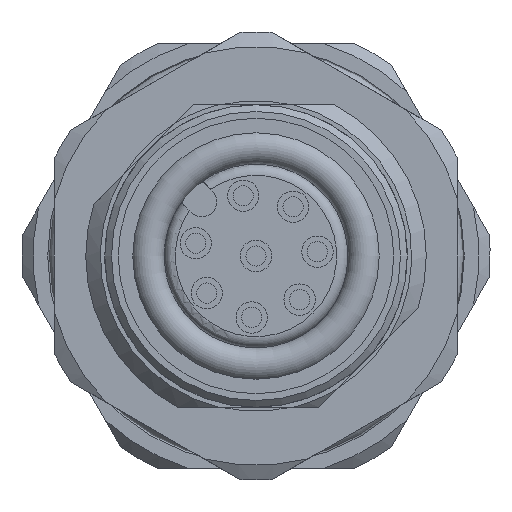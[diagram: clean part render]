
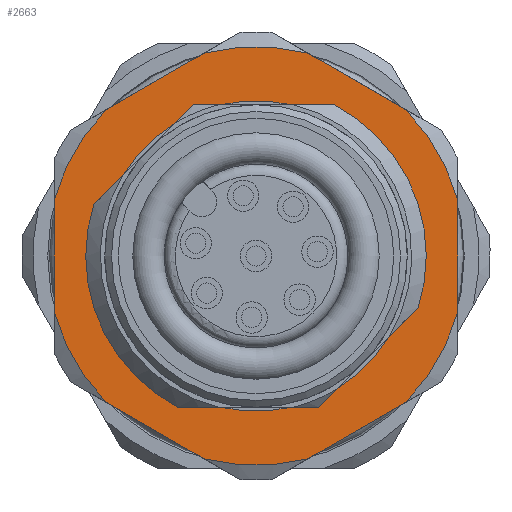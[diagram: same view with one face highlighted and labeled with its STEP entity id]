
A CAD part, left-side view. The second image highlights one B-rep face of the part: STEP entity #2663.
In plain terms, the highlighted planar face has unit normal (-1, 0, 0).
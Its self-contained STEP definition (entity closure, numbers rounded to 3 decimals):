
#127=PLANE('',#3654);
#696=EDGE_LOOP('',(#1664,#1665,#1666,#1667,#1668,#1669,#1670,#1671,#1672,
#1673,#1674,#1675));
#697=EDGE_LOOP('',(#1676,#1677,#1678,#1679,#1680,#1681,#1682,#1683,#1684,
#1685,#1686,#1687,#1688,#1689));
#734=LINE('',#4725,#870);
#742=LINE('',#4742,#878);
#746=LINE('',#4759,#882);
#753=LINE('',#4772,#889);
#757=LINE('',#4790,#893);
#761=LINE('',#4807,#897);
#769=LINE('',#4824,#905);
#772=LINE('',#4838,#908);
#842=LINE('',#5887,#978);
#843=LINE('',#5891,#979);
#844=LINE('',#5895,#980);
#845=LINE('',#5899,#981);
#846=LINE('',#5903,#982);
#847=LINE('',#5907,#983);
#870=VECTOR('',#3724,1.);
#878=VECTOR('',#3732,1.);
#882=VECTOR('',#3738,1.);
#889=VECTOR('',#3745,1.);
#893=VECTOR('',#3751,1.);
#897=VECTOR('',#3755,1.);
#905=VECTOR('',#3765,1.);
#908=VECTOR('',#3768,1.);
#978=VECTOR('',#4564,1.);
#979=VECTOR('',#4567,1.);
#980=VECTOR('',#4570,1.);
#981=VECTOR('',#4573,1.);
#982=VECTOR('',#4576,1.);
#983=VECTOR('',#4579,1.);
#1664=ORIENTED_EDGE('',*,*,#2173,.F.);
#1665=ORIENTED_EDGE('',*,*,#2174,.F.);
#1666=ORIENTED_EDGE('',*,*,#2175,.F.);
#1667=ORIENTED_EDGE('',*,*,#2176,.F.);
#1668=ORIENTED_EDGE('',*,*,#2177,.F.);
#1669=ORIENTED_EDGE('',*,*,#2178,.F.);
#1670=ORIENTED_EDGE('',*,*,#2179,.F.);
#1671=ORIENTED_EDGE('',*,*,#2180,.F.);
#1672=ORIENTED_EDGE('',*,*,#2181,.F.);
#1673=ORIENTED_EDGE('',*,*,#2182,.F.);
#1674=ORIENTED_EDGE('',*,*,#2183,.F.);
#1675=ORIENTED_EDGE('',*,*,#2184,.F.);
#1676=ORIENTED_EDGE('',*,*,#2185,.F.);
#1677=ORIENTED_EDGE('',*,*,#1832,.T.);
#1678=ORIENTED_EDGE('',*,*,#1853,.T.);
#1679=ORIENTED_EDGE('',*,*,#2186,.F.);
#1680=ORIENTED_EDGE('',*,*,#1846,.T.);
#1681=ORIENTED_EDGE('',*,*,#1828,.T.);
#1682=ORIENTED_EDGE('',*,*,#1873,.F.);
#1683=ORIENTED_EDGE('',*,*,#2187,.F.);
#1684=ORIENTED_EDGE('',*,*,#1878,.F.);
#1685=ORIENTED_EDGE('',*,*,#1859,.F.);
#1686=ORIENTED_EDGE('',*,*,#2188,.F.);
#1687=ORIENTED_EDGE('',*,*,#1865,.F.);
#1688=ORIENTED_EDGE('',*,*,#1824,.T.);
#1689=ORIENTED_EDGE('',*,*,#1840,.T.);
#1824=EDGE_CURVE('',#2959,#2960,#2235,.T.);
#1828=EDGE_CURVE('',#2963,#2964,#2237,.T.);
#1832=EDGE_CURVE('',#2967,#2968,#734,.T.);
#1840=EDGE_CURVE('',#2960,#2975,#742,.T.);
#1846=EDGE_CURVE('',#2980,#2963,#746,.T.);
#1853=EDGE_CURVE('',#2968,#2985,#753,.T.);
#1859=EDGE_CURVE('',#2990,#2991,#757,.T.);
#1865=EDGE_CURVE('',#2959,#2996,#761,.T.);
#1873=EDGE_CURVE('',#3003,#2964,#769,.T.);
#1878=EDGE_CURVE('',#2991,#3007,#772,.T.);
#2173=EDGE_CURVE('',#3234,#3235,#2422,.T.);
#2174=EDGE_CURVE('',#3236,#3234,#842,.T.);
#2175=EDGE_CURVE('',#3237,#3236,#2423,.T.);
#2176=EDGE_CURVE('',#3238,#3237,#843,.T.);
#2177=EDGE_CURVE('',#3239,#3238,#2424,.T.);
#2178=EDGE_CURVE('',#3240,#3239,#844,.T.);
#2179=EDGE_CURVE('',#3241,#3240,#2425,.T.);
#2180=EDGE_CURVE('',#3242,#3241,#845,.T.);
#2181=EDGE_CURVE('',#3243,#3242,#2426,.T.);
#2182=EDGE_CURVE('',#3244,#3243,#846,.T.);
#2183=EDGE_CURVE('',#3245,#3244,#2427,.T.);
#2184=EDGE_CURVE('',#3235,#3245,#847,.T.);
#2185=EDGE_CURVE('',#2967,#2975,#2428,.T.);
#2186=EDGE_CURVE('',#2980,#2985,#2429,.T.);
#2187=EDGE_CURVE('',#3007,#3003,#2430,.T.);
#2188=EDGE_CURVE('',#2996,#2990,#2431,.T.);
#2235=CIRCLE('',#3273,7.6);
#2237=CIRCLE('',#3276,7.6);
#2422=CIRCLE('',#3644,9.346);
#2423=CIRCLE('',#3645,9.346);
#2424=CIRCLE('',#3646,9.346);
#2425=CIRCLE('',#3647,9.346);
#2426=CIRCLE('',#3648,9.346);
#2427=CIRCLE('',#3649,9.346);
#2428=CIRCLE('',#3650,6.93);
#2429=CIRCLE('',#3651,6.93);
#2430=CIRCLE('',#3652,6.93);
#2431=CIRCLE('',#3653,6.93);
#2663=ADVANCED_FACE('',(#2951,#2952),#127,.F.);
#2951=FACE_BOUND('',#696,.T.);
#2952=FACE_BOUND('',#697,.T.);
#2959=VERTEX_POINT('',#4708);
#2960=VERTEX_POINT('',#4709);
#2963=VERTEX_POINT('',#4717);
#2964=VERTEX_POINT('',#4718);
#2967=VERTEX_POINT('',#4726);
#2968=VERTEX_POINT('',#4727);
#2975=VERTEX_POINT('',#4741);
#2980=VERTEX_POINT('',#4760);
#2985=VERTEX_POINT('',#4771);
#2990=VERTEX_POINT('',#4789);
#2991=VERTEX_POINT('',#4791);
#2996=VERTEX_POINT('',#4808);
#3003=VERTEX_POINT('',#4823);
#3007=VERTEX_POINT('',#4839);
#3234=VERTEX_POINT('',#5885);
#3235=VERTEX_POINT('',#5886);
#3236=VERTEX_POINT('',#5888);
#3237=VERTEX_POINT('',#5890);
#3238=VERTEX_POINT('',#5892);
#3239=VERTEX_POINT('',#5894);
#3240=VERTEX_POINT('',#5896);
#3241=VERTEX_POINT('',#5898);
#3242=VERTEX_POINT('',#5900);
#3243=VERTEX_POINT('',#5902);
#3244=VERTEX_POINT('',#5904);
#3245=VERTEX_POINT('',#5906);
#3273=AXIS2_PLACEMENT_3D('',#4707,#3708,#3709);
#3276=AXIS2_PLACEMENT_3D('',#4716,#3716,#3717);
#3644=AXIS2_PLACEMENT_3D('',#5884,#4562,#4563);
#3645=AXIS2_PLACEMENT_3D('',#5889,#4565,#4566);
#3646=AXIS2_PLACEMENT_3D('',#5893,#4568,#4569);
#3647=AXIS2_PLACEMENT_3D('',#5897,#4571,#4572);
#3648=AXIS2_PLACEMENT_3D('',#5901,#4574,#4575);
#3649=AXIS2_PLACEMENT_3D('',#5905,#4577,#4578);
#3650=AXIS2_PLACEMENT_3D('',#5908,#4580,#4581);
#3651=AXIS2_PLACEMENT_3D('',#5909,#4582,#4583);
#3652=AXIS2_PLACEMENT_3D('',#5910,#4584,#4585);
#3653=AXIS2_PLACEMENT_3D('',#5911,#4586,#4587);
#3654=AXIS2_PLACEMENT_3D('',#5912,#4588,#4589);
#3708=DIRECTION('',(1.,0.,0.));
#3709=DIRECTION('',(0.,0.,-1.));
#3716=DIRECTION('',(1.,0.,0.));
#3717=DIRECTION('',(0.,0.,-1.));
#3724=DIRECTION('',(0.,-0.707,0.707));
#3732=DIRECTION('',(0.,-0.707,0.707));
#3738=DIRECTION('',(0.,-1.,0.));
#3745=DIRECTION('',(0.,-1.,0.));
#3751=DIRECTION('',(0.,-1.,0.));
#3755=DIRECTION('',(0.,-1.,0.));
#3765=DIRECTION('',(0.,-0.707,0.707));
#3768=DIRECTION('',(0.,-0.707,0.707));
#4562=DIRECTION('',(1.,0.,0.));
#4563=DIRECTION('',(0.,-1.,0.));
#4564=DIRECTION('',(0.,0.,-1.));
#4565=DIRECTION('',(1.,0.,0.));
#4566=DIRECTION('',(0.,-1.,0.));
#4567=DIRECTION('',(0.,-0.866,-0.5));
#4568=DIRECTION('',(1.,0.,0.));
#4569=DIRECTION('',(0.,-1.,0.));
#4570=DIRECTION('',(0.,-0.866,0.5));
#4571=DIRECTION('',(1.,0.,0.));
#4572=DIRECTION('',(0.,-1.,0.));
#4573=DIRECTION('',(0.,0.,1.));
#4574=DIRECTION('',(1.,0.,0.));
#4575=DIRECTION('',(0.,-1.,0.));
#4576=DIRECTION('',(0.,0.866,0.5));
#4577=DIRECTION('',(1.,0.,0.));
#4578=DIRECTION('',(0.,-1.,0.));
#4579=DIRECTION('',(0.,0.866,-0.5));
#4580=DIRECTION('',(-1.,0.,0.));
#4581=DIRECTION('',(0.,0.,-1.));
#4582=DIRECTION('',(-1.,0.,0.));
#4583=DIRECTION('',(0.,0.,-1.));
#4584=DIRECTION('',(-1.,0.,0.));
#4585=DIRECTION('',(0.,0.,-1.));
#4586=DIRECTION('',(-1.,0.,0.));
#4587=DIRECTION('',(0.,0.,-1.));
#4588=DIRECTION('',(1.,0.,0.));
#4589=DIRECTION('',(0.,-1.,0.));
#4707=CARTESIAN_POINT('',(9.5,0.,0.));
#4708=CARTESIAN_POINT('',(9.5,3.492,-6.75));
#4709=CARTESIAN_POINT('',(9.5,7.243,2.303));
#4716=CARTESIAN_POINT('',(9.5,0.,0.));
#4717=CARTESIAN_POINT('',(9.5,-3.492,6.75));
#4718=CARTESIAN_POINT('',(9.5,-7.243,-2.303));
#4725=CARTESIAN_POINT('',(9.5,8.835,0.711));
#4726=CARTESIAN_POINT('',(9.5,3.663,5.883));
#4727=CARTESIAN_POINT('',(9.5,2.796,6.75));
#4741=CARTESIAN_POINT('',(9.5,5.883,3.663));
#4742=CARTESIAN_POINT('',(9.5,8.835,0.711));
#4759=CARTESIAN_POINT('',(9.5,2.796,6.75));
#4760=CARTESIAN_POINT('',(9.5,-1.569,6.75));
#4771=CARTESIAN_POINT('',(9.5,1.569,6.75));
#4772=CARTESIAN_POINT('',(9.5,2.796,6.75));
#4789=CARTESIAN_POINT('',(9.5,-1.569,-6.75));
#4790=CARTESIAN_POINT('',(9.5,5.744,-6.75));
#4791=CARTESIAN_POINT('',(9.5,-2.796,-6.75));
#4807=CARTESIAN_POINT('',(9.5,5.744,-6.75));
#4808=CARTESIAN_POINT('',(9.5,1.569,-6.75));
#4823=CARTESIAN_POINT('',(9.5,-5.883,-3.663));
#4824=CARTESIAN_POINT('',(9.5,-2.796,-6.75));
#4838=CARTESIAN_POINT('',(9.5,-2.796,-6.75));
#4839=CARTESIAN_POINT('',(9.5,-3.663,-5.883));
#5884=CARTESIAN_POINT('',(9.5,0.,0.));
#5885=CARTESIAN_POINT('',(9.5,-9.,-2.521));
#5886=CARTESIAN_POINT('',(9.5,-6.683,-6.534));
#5887=CARTESIAN_POINT('',(9.5,-9.,4.359));
#5888=CARTESIAN_POINT('',(9.5,-9.,2.521));
#5889=CARTESIAN_POINT('',(9.5,0.,0.));
#5890=CARTESIAN_POINT('',(9.5,-6.683,6.534));
#5891=CARTESIAN_POINT('',(9.5,-0.725,9.974));
#5892=CARTESIAN_POINT('',(9.5,-2.317,9.055));
#5893=CARTESIAN_POINT('',(9.5,0.,0.));
#5894=CARTESIAN_POINT('',(9.5,2.317,9.055));
#5895=CARTESIAN_POINT('',(9.5,8.275,5.615));
#5896=CARTESIAN_POINT('',(9.5,6.683,6.534));
#5897=CARTESIAN_POINT('',(9.5,0.,0.));
#5898=CARTESIAN_POINT('',(9.5,9.,2.521));
#5899=CARTESIAN_POINT('',(9.5,9.,-4.359));
#5900=CARTESIAN_POINT('',(9.5,9.,-2.521));
#5901=CARTESIAN_POINT('',(9.5,0.,0.));
#5902=CARTESIAN_POINT('',(9.5,6.683,-6.534));
#5903=CARTESIAN_POINT('',(9.5,0.725,-9.974));
#5904=CARTESIAN_POINT('',(9.5,2.317,-9.055));
#5905=CARTESIAN_POINT('',(9.5,0.,0.));
#5906=CARTESIAN_POINT('',(9.5,-2.317,-9.055));
#5907=CARTESIAN_POINT('',(9.5,-8.275,-5.615));
#5908=CARTESIAN_POINT('',(9.5,0.,0.));
#5909=CARTESIAN_POINT('',(9.5,0.,0.));
#5910=CARTESIAN_POINT('',(9.5,0.,0.));
#5911=CARTESIAN_POINT('',(9.5,0.,0.));
#5912=CARTESIAN_POINT('',(9.5,0.,0.));
